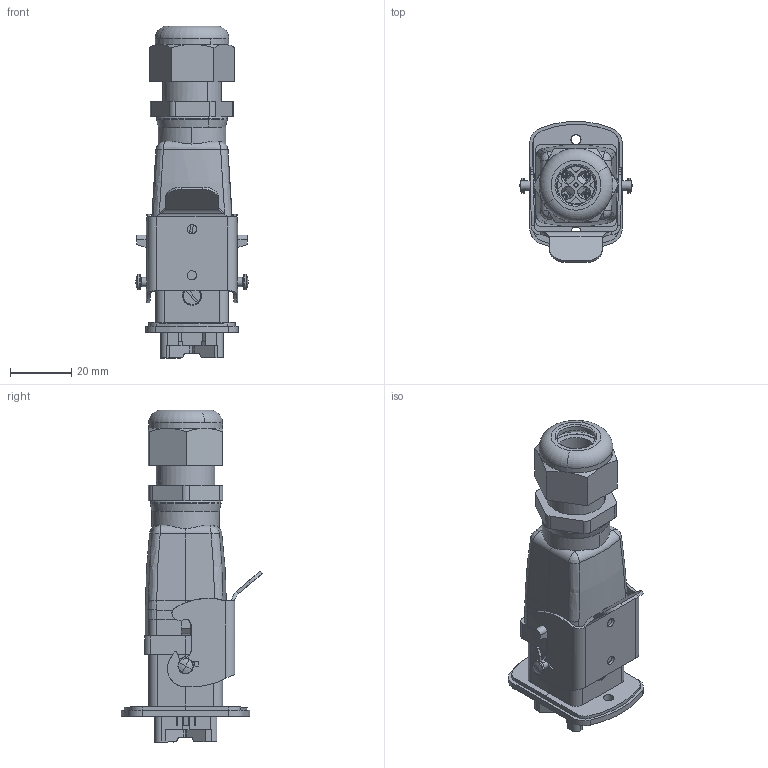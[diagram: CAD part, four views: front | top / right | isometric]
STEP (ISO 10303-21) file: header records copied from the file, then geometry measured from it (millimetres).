
FILE_DESCRIPTION(('CATIA V5 STEP Exchange','CAx-IF Rec.Pracs.--- Model Styling and Organization---1.5--- 2016-08-15','CAx-IF Rec.Pracs.---Supplemental Geometry---1.0---2011-11-01','CAx-IF Rec.Pracs.--- Composite Materials ---1.1---2010-07-15'),'2;1');
FILE_NAME ('022148-1_2', '2025-08-25T05:57:41+00:00', ('none'), ('Weidmueller'), 'CATIA Version 5-6 Release 2024 SP4', 'CATIA V5 STEP AP214 v3', 'none');
FILE_SCHEMA(('AUTOMOTIVE_DESIGN { 1 0 10303 214 1 1 1 1 }'));
Products named in the file (1): 1802460000
Bounding box: 36.5 x 45.93 x 108 mm (x, y, z)
Volume: 40480.7 mm3; surface area: 45940.9 mm2
Topology: 9 solids, 18 shells, 2960 faces, 8147 edges, 5093 vertices
Faces by surface type: plane 1601, cylinder 853, torus 268, cone 173, bspline 33, sphere 24, extrusion 6, revolution 2
Entity records: 92350 total; most frequent: CARTESIAN_POINT 22564, ORIENTED_EDGE 16218, DIRECTION 11501, EDGE_CURVE 8109, VERTEX_POINT 5093, VECTOR 5011, LINE 5005, AXIS2_PLACEMENT_3D 4398
